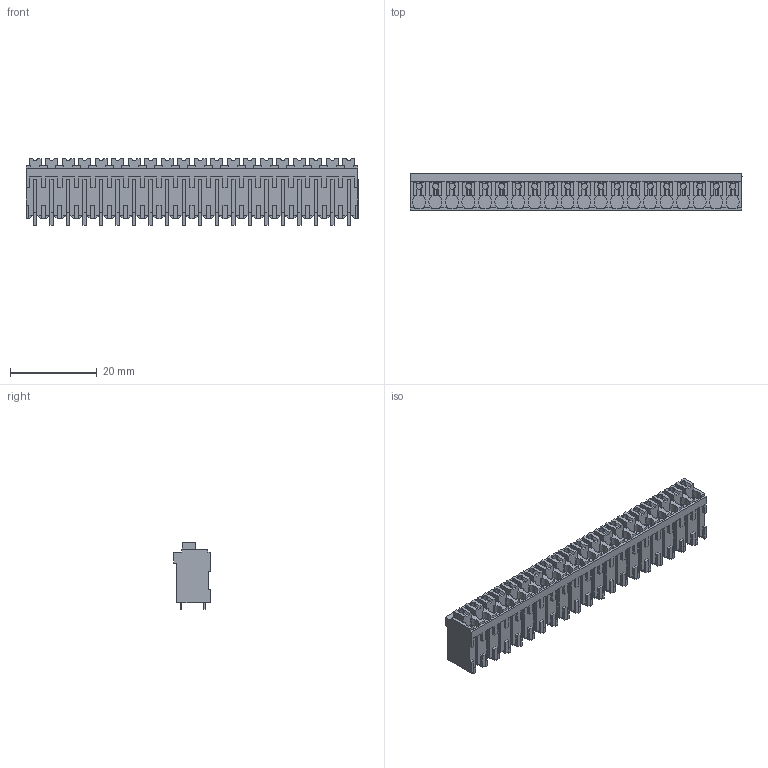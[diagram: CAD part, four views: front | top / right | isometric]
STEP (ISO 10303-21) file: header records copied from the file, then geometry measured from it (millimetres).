
FILE_DESCRIPTION(('CATIA V5 STEP Exchange','CAx-IF Rec.Pracs.--- Model Styling and Organization---1.2---2011-12-15'),'2;1');
FILE_NAME ('D1457863_0_1870090000_1870090000.stp','2018-03-20T06:43:37+00:00',('none'),('Weidmueller'),'CATIA Version 5-6 Release 2014','CATIA V5 STEP AP214','none');
FILE_SCHEMA(('AUTOMOTIVE_DESIGN { 1 0 10303 214 1 1 1 1 }'));
Length unit declared in the file: millimetre
Products named in the file (1): 1870090000
Bounding box: 76.59 x 8.5 x 15.45 mm (x, y, z)
Volume: 6159.7 mm3; surface area: 6463 mm2
Topology: 61 solids, 61 shells, 1476 faces, 4172 edges, 2818 vertices
Faces by surface type: plane 1396, cylinder 80
Entity records: 45484 total; most frequent: CARTESIAN_POINT 8651, ORIENTED_EDGE 8344, DIRECTION 5910, EDGE_CURVE 4172, VECTOR 3852, LINE 3852, VERTEX_POINT 2818, ADVANCED_FACE 1476
